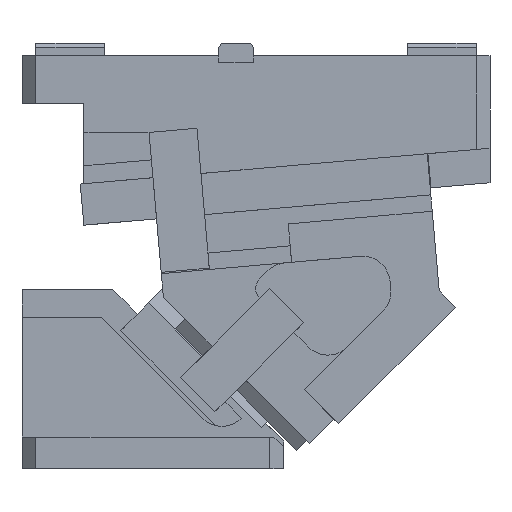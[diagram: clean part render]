
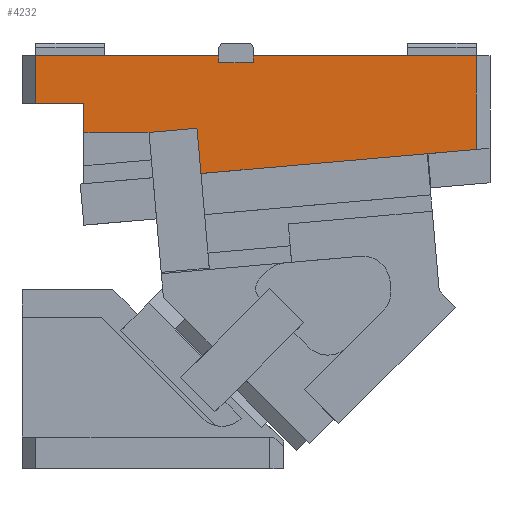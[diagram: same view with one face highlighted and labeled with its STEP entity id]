
A CAD part, front view. The second image highlights one B-rep face of the part: STEP entity #4232.
In plain terms, the highlighted planar face has unit normal (0, -1, 0).
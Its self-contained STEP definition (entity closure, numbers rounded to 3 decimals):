
#3647=CARTESIAN_POINT('Vertex',(10.,-82.5,300.)) ;
#3650=CARTESIAN_POINT('Line Origine',(76.493,-82.5,300.)) ;
#3654=CARTESIAN_POINT('Vertex',(142.986,-82.5,300.)) ;
#3913=CARTESIAN_POINT('Vertex',(45.,-82.5,265.)) ;
#3916=CARTESIAN_POINT('Line Origine',(27.5,-82.5,265.)) ;
#3920=CARTESIAN_POINT('Vertex',(10.,-82.5,265.)) ;
#4131=CARTESIAN_POINT('Axis2P3D Location',(126.175,-82.5,222.535)) ;
#4136=CARTESIAN_POINT('Line Origine',(230.006,-82.5,223.191)) ;
#4140=CARTESIAN_POINT('Vertex',(330.,-82.5,231.939)) ;
#4142=CARTESIAN_POINT('Vertex',(130.012,-82.5,214.443)) ;
#4145=CARTESIAN_POINT('Line Origine',(330.,-82.5,265.97)) ;
#4149=CARTESIAN_POINT('Vertex',(330.,-82.5,300.)) ;
#4152=CARTESIAN_POINT('Line Origine',(248.993,-82.5,300.)) ;
#4156=CARTESIAN_POINT('Vertex',(167.986,-82.5,300.)) ;
#4159=CARTESIAN_POINT('Line Origine',(167.986,-82.5,297.5)) ;
#4163=CARTESIAN_POINT('Vertex',(167.986,-82.5,295.)) ;
#4166=CARTESIAN_POINT('Line Origine',(155.486,-82.5,295.)) ;
#4170=CARTESIAN_POINT('Vertex',(142.986,-82.5,295.)) ;
#4173=CARTESIAN_POINT('Line Origine',(142.986,-82.5,297.5)) ;
#4178=CARTESIAN_POINT('Line Origine',(10.,-82.5,282.5)) ;
#4183=CARTESIAN_POINT('Line Origine',(45.,-82.5,254.5)) ;
#4187=CARTESIAN_POINT('Vertex',(45.,-82.5,244.)) ;
#4190=CARTESIAN_POINT('Line Origine',(67.11,-82.5,244.)) ;
#4194=CARTESIAN_POINT('Vertex',(89.22,-82.5,244.)) ;
#4197=CARTESIAN_POINT('Line Origine',(90.744,-82.5,244.133)) ;
#4201=CARTESIAN_POINT('Vertex',(92.269,-82.5,244.267)) ;
#4204=CARTESIAN_POINT('Line Origine',(109.702,-82.5,245.792)) ;
#4208=CARTESIAN_POINT('Vertex',(127.135,-82.5,247.317)) ;
#4211=CARTESIAN_POINT('Line Origine',(128.573,-82.5,230.88)) ;
#3651=DIRECTION('Vector Direction',(1.,0.,0.)) ;
#3917=DIRECTION('Vector Direction',(-1.,0.,0.)) ;
#4132=DIRECTION('Axis2P3D Direction',(-0.,-1.,0.)) ;
#4133=DIRECTION('Axis2P3D XDirection',(-0.906,0.,0.423)) ;
#4137=DIRECTION('Vector Direction',(-0.996,0.,-0.087)) ;
#4146=DIRECTION('Vector Direction',(0.,0.,-1.)) ;
#4153=DIRECTION('Vector Direction',(1.,0.,0.)) ;
#4160=DIRECTION('Vector Direction',(0.,0.,1.)) ;
#4167=DIRECTION('Vector Direction',(1.,0.,0.)) ;
#4174=DIRECTION('Vector Direction',(0.,0.,1.)) ;
#4179=DIRECTION('Vector Direction',(0.,0.,-1.)) ;
#4184=DIRECTION('Vector Direction',(0.,0.,1.)) ;
#4191=DIRECTION('Vector Direction',(-1.,0.,0.)) ;
#4198=DIRECTION('Vector Direction',(0.996,0.,0.087)) ;
#4205=DIRECTION('Vector Direction',(-0.996,0.,-0.087)) ;
#4212=DIRECTION('Vector Direction',(0.087,0.,-0.996)) ;
#4134=AXIS2_PLACEMENT_3D('Plane Axis2P3D',#4131,#4132,#4133) ;
#4217=ORIENTED_EDGE('',*,*,#4144,.F.) ;
#4218=ORIENTED_EDGE('',*,*,#4151,.F.) ;
#4219=ORIENTED_EDGE('',*,*,#4158,.F.) ;
#4220=ORIENTED_EDGE('',*,*,#4165,.F.) ;
#4221=ORIENTED_EDGE('',*,*,#4172,.F.) ;
#4222=ORIENTED_EDGE('',*,*,#4177,.T.) ;
#4223=ORIENTED_EDGE('',*,*,#3656,.F.) ;
#4224=ORIENTED_EDGE('',*,*,#4182,.T.) ;
#4225=ORIENTED_EDGE('',*,*,#3922,.F.) ;
#4226=ORIENTED_EDGE('',*,*,#4189,.F.) ;
#4227=ORIENTED_EDGE('',*,*,#4196,.F.) ;
#4228=ORIENTED_EDGE('',*,*,#4203,.T.) ;
#4229=ORIENTED_EDGE('',*,*,#4210,.F.) ;
#4230=ORIENTED_EDGE('',*,*,#4215,.T.) ;
#3652=VECTOR('Line Direction',#3651,1.) ;
#3918=VECTOR('Line Direction',#3917,1.) ;
#4138=VECTOR('Line Direction',#4137,1.) ;
#4147=VECTOR('Line Direction',#4146,1.) ;
#4154=VECTOR('Line Direction',#4153,1.) ;
#4161=VECTOR('Line Direction',#4160,1.) ;
#4168=VECTOR('Line Direction',#4167,1.) ;
#4175=VECTOR('Line Direction',#4174,1.) ;
#4180=VECTOR('Line Direction',#4179,1.) ;
#4185=VECTOR('Line Direction',#4184,1.) ;
#4192=VECTOR('Line Direction',#4191,1.) ;
#4199=VECTOR('Line Direction',#4198,1.) ;
#4206=VECTOR('Line Direction',#4205,1.) ;
#4213=VECTOR('Line Direction',#4212,1.) ;
#4232=ADVANCED_FACE('CAM HOLDER',(#4231),#4135,.T.) ;
#3656=EDGE_CURVE('',#3648,#3655,#3653,.T.) ;
#3922=EDGE_CURVE('',#3914,#3921,#3919,.T.) ;
#4144=EDGE_CURVE('',#4141,#4143,#4139,.T.) ;
#4151=EDGE_CURVE('',#4150,#4141,#4148,.T.) ;
#4158=EDGE_CURVE('',#4157,#4150,#4155,.T.) ;
#4165=EDGE_CURVE('',#4164,#4157,#4162,.T.) ;
#4172=EDGE_CURVE('',#4171,#4164,#4169,.T.) ;
#4177=EDGE_CURVE('',#4171,#3655,#4176,.T.) ;
#4182=EDGE_CURVE('',#3648,#3921,#4181,.T.) ;
#4189=EDGE_CURVE('',#4188,#3914,#4186,.T.) ;
#4196=EDGE_CURVE('',#4195,#4188,#4193,.T.) ;
#4203=EDGE_CURVE('',#4195,#4202,#4200,.T.) ;
#4210=EDGE_CURVE('',#4209,#4202,#4207,.T.) ;
#4215=EDGE_CURVE('',#4209,#4143,#4214,.T.) ;
#4216=EDGE_LOOP('',(#4217,#4218,#4219,#4220,#4221,#4222,#4223,#4224,#4225,#4226,#4227,#4228,#4229,#4230)) ;
#4231=FACE_OUTER_BOUND('',#4216,.T.) ;
#3653=LINE('Line',#3650,#3652) ;
#3919=LINE('Line',#3916,#3918) ;
#4139=LINE('Line',#4136,#4138) ;
#4148=LINE('Line',#4145,#4147) ;
#4155=LINE('Line',#4152,#4154) ;
#4162=LINE('Line',#4159,#4161) ;
#4169=LINE('Line',#4166,#4168) ;
#4176=LINE('Line',#4173,#4175) ;
#4181=LINE('Line',#4178,#4180) ;
#4186=LINE('Line',#4183,#4185) ;
#4193=LINE('Line',#4190,#4192) ;
#4200=LINE('Line',#4197,#4199) ;
#4207=LINE('Line',#4204,#4206) ;
#4214=LINE('Line',#4211,#4213) ;
#4135=PLANE('Plane',#4134) ;
#3648=VERTEX_POINT('',#3647) ;
#3655=VERTEX_POINT('',#3654) ;
#3914=VERTEX_POINT('',#3913) ;
#3921=VERTEX_POINT('',#3920) ;
#4141=VERTEX_POINT('',#4140) ;
#4143=VERTEX_POINT('',#4142) ;
#4150=VERTEX_POINT('',#4149) ;
#4157=VERTEX_POINT('',#4156) ;
#4164=VERTEX_POINT('',#4163) ;
#4171=VERTEX_POINT('',#4170) ;
#4188=VERTEX_POINT('',#4187) ;
#4195=VERTEX_POINT('',#4194) ;
#4202=VERTEX_POINT('',#4201) ;
#4209=VERTEX_POINT('',#4208) ;
